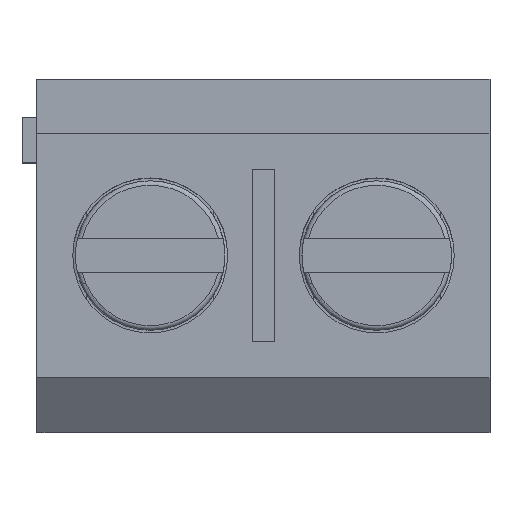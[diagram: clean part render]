
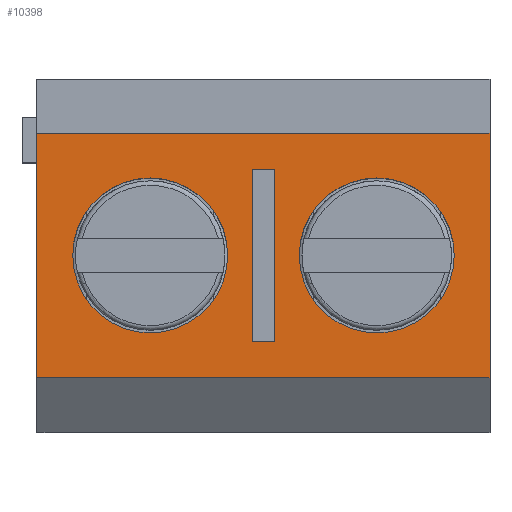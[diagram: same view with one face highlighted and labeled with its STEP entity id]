
A CAD part, top view. The second image highlights one B-rep face of the part: STEP entity #10398.
In plain terms, the highlighted planar face has unit normal (0, 0, 1).
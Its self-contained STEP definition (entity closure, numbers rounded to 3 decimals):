
#302=FACE_BOUND('',#2417,.T.);
#303=FACE_BOUND('',#2418,.T.);
#304=FACE_BOUND('',#2419,.T.);
#347=LINE('',#11699,#1218);
#595=LINE('',#13024,#1218);
#608=LINE('',#13045,#1238);
#609=LINE('',#13047,#1239);
#610=LINE('',#13048,#1240);
#611=LINE('',#13050,#1216);
#612=LINE('',#13052,#1238);
#613=LINE('',#13053,#1241);
#1216=VECTOR('',#11370,10.);
#1218=VECTOR('',#11376,10.);
#1238=VECTOR('',#11433,10.);
#1239=VECTOR('',#11434,10.);
#1240=VECTOR('',#11435,10.);
#1241=VECTOR('',#11436,10.);
#1294=CIRCLE('',#10887,1.71);
#1298=CIRCLE('',#10948,1.71);
#1746=FACE_OUTER_BOUND('',#2416,.T.);
#2416=EDGE_LOOP('',(#7473,#7474,#7475,#7476));
#2417=EDGE_LOOP('',(#7477));
#2418=EDGE_LOOP('',(#7478,#7479,#7480,#7481));
#2419=EDGE_LOOP('',(#7482));
#3539=VERTEX_POINT('',#11654);
#3559=VERTEX_POINT('',#11697);
#3560=VERTEX_POINT('',#11698);
#3876=VERTEX_POINT('',#13021);
#3877=VERTEX_POINT('',#13023);
#3884=VERTEX_POINT('',#13044);
#3885=VERTEX_POINT('',#13046);
#3886=VERTEX_POINT('',#13049);
#3887=VERTEX_POINT('',#13051);
#3888=VERTEX_POINT('',#13054);
#4687=EDGE_CURVE('',#3539,#3539,#1294,.T.);
#4716=EDGE_CURVE('',#3559,#3560,#347,.T.);
#5191=EDGE_CURVE('',#3876,#3877,#595,.T.);
#5205=EDGE_CURVE('',#3876,#3884,#608,.T.);
#5206=EDGE_CURVE('',#3884,#3885,#609,.T.);
#5207=EDGE_CURVE('',#3885,#3877,#610,.T.);
#5208=EDGE_CURVE('',#3886,#3559,#611,.T.);
#5209=EDGE_CURVE('',#3560,#3887,#612,.T.);
#5210=EDGE_CURVE('',#3887,#3886,#613,.T.);
#5211=EDGE_CURVE('',#3888,#3888,#1298,.T.);
#7473=ORIENTED_EDGE('',*,*,#5205,.T.);
#7474=ORIENTED_EDGE('',*,*,#5206,.T.);
#7475=ORIENTED_EDGE('',*,*,#5207,.T.);
#7476=ORIENTED_EDGE('',*,*,#5191,.F.);
#7477=ORIENTED_EDGE('',*,*,#4687,.T.);
#7478=ORIENTED_EDGE('',*,*,#5208,.T.);
#7479=ORIENTED_EDGE('',*,*,#4716,.T.);
#7480=ORIENTED_EDGE('',*,*,#5209,.T.);
#7481=ORIENTED_EDGE('',*,*,#5210,.T.);
#7482=ORIENTED_EDGE('',*,*,#5211,.T.);
#10033=PLANE('',#10947);
#10398=ADVANCED_FACE('',(#1746,#302,#303,#304),#10033,.T.);
#10887=AXIS2_PLACEMENT_3D('',#11653,#11351,#11352);
#10947=AXIS2_PLACEMENT_3D('',#13043,#11431,#11432);
#10948=AXIS2_PLACEMENT_3D('',#13055,#11437,#11438);
#11351=DIRECTION('center_axis',(0.,0.,-1.));
#11352=DIRECTION('ref_axis',(-1.,0.,0.));
#11370=DIRECTION('',(1.,0.,0.));
#11376=DIRECTION('',(0.,-1.,0.));
#11431=DIRECTION('center_axis',(0.,0.,1.));
#11432=DIRECTION('ref_axis',(0.,-1.,0.));
#11433=DIRECTION('',(-1.,0.,0.));
#11434=DIRECTION('',(0.,-1.,0.));
#11435=DIRECTION('',(1.,0.,0.));
#11436=DIRECTION('',(0.,1.,0.));
#11437=DIRECTION('center_axis',(0.,0.,-1.));
#11438=DIRECTION('ref_axis',(-1.,0.,0.));
#11653=CARTESIAN_POINT('Origin',(7.5,3.,10.175));
#11654=CARTESIAN_POINT('',(9.21,3.,10.175));
#11697=CARTESIAN_POINT('',(5.25,4.9,10.175));
#11698=CARTESIAN_POINT('',(5.25,1.1,10.175));
#11699=CARTESIAN_POINT('',(5.25,5.9,10.175));
#13021=CARTESIAN_POINT('',(10.,5.7,10.175));
#13023=CARTESIAN_POINT('',(10.,0.3,10.175));
#13024=CARTESIAN_POINT('',(10.,6.9,10.175));
#13043=CARTESIAN_POINT('Origin',(0.,6.9,10.175));
#13044=CARTESIAN_POINT('',(0.,5.7,10.175));
#13045=CARTESIAN_POINT('',(7.5,5.7,10.175));
#13046=CARTESIAN_POINT('',(0.,0.3,10.175));
#13047=CARTESIAN_POINT('',(0.,6.9,10.175));
#13048=CARTESIAN_POINT('',(7.5,0.3,10.175));
#13049=CARTESIAN_POINT('',(4.75,4.9,10.175));
#13050=CARTESIAN_POINT('',(-0.125,4.9,10.175));
#13051=CARTESIAN_POINT('',(4.75,1.1,10.175));
#13052=CARTESIAN_POINT('',(2.625,1.1,10.175));
#13053=CARTESIAN_POINT('',(4.75,4.,10.175));
#13054=CARTESIAN_POINT('',(4.21,3.,10.175));
#13055=CARTESIAN_POINT('Origin',(2.5,3.,10.175));
